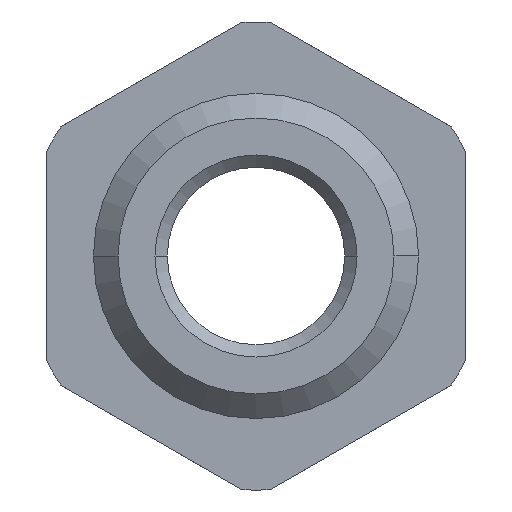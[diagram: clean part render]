
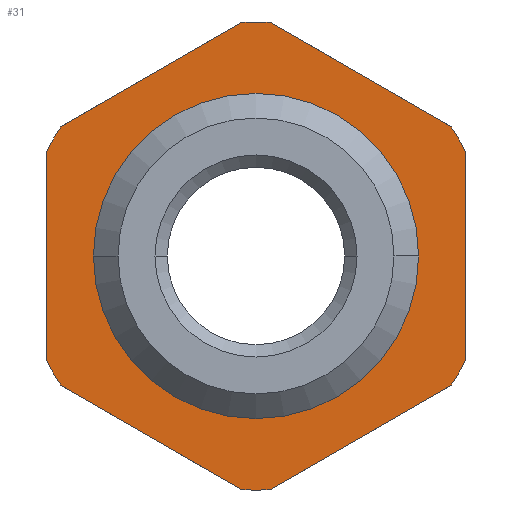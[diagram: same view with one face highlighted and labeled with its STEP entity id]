
A CAD part, left-side view. The second image highlights one B-rep face of the part: STEP entity #31.
In plain terms, the highlighted planar face has unit normal (-1, 0, 0).
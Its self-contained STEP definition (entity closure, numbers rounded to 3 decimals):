
#5 = VERTEX_POINT ( 'NONE', #517 ) ;
#17 = DIRECTION ( 'NONE',  ( 0., 0., 1. ) ) ;
#31 = ADVANCED_FACE ( 'NONE', ( #347, #665 ), #823, .T. ) ;
#47 = AXIS2_PLACEMENT_3D ( 'NONE', #234, #728, #505 ) ;
#60 = LINE ( 'NONE', #959, #382 ) ;
#73 = ORIENTED_EDGE ( 'NONE', *, *, #781, .F. ) ;
#88 = DIRECTION ( 'NONE',  ( 1., 0., 0. ) ) ;
#92 = EDGE_CURVE ( 'NONE', #373, #843, #427, .T. ) ;
#126 = EDGE_CURVE ( 'NONE', #373, #171, #1321, .T. ) ;
#136 = CIRCLE ( 'NONE', #899, 9.5 ) ;
#171 = VERTEX_POINT ( 'NONE', #1271 ) ;
#181 = AXIS2_PLACEMENT_3D ( 'NONE', #535, #435, #252 ) ;
#207 = ORIENTED_EDGE ( 'NONE', *, *, #126, .T. ) ;
#225 = ORIENTED_EDGE ( 'NONE', *, *, #1219, .T. ) ;
#234 = CARTESIAN_POINT ( 'NONE',  ( -8.5, 9.5, 0. ) ) ;
#240 = EDGE_LOOP ( 'NONE', ( #308, #1044 ) ) ;
#252 = DIRECTION ( 'NONE',  ( 0., 1., 0. ) ) ;
#258 = CARTESIAN_POINT ( 'NONE',  ( -8.5, 0.576, 9.483 ) ) ;
#260 = CARTESIAN_POINT ( 'NONE',  ( -8.5, -7.924, -5.24 ) ) ;
#287 = VERTEX_POINT ( 'NONE', #789 ) ;
#292 = VERTEX_POINT ( 'NONE', #354 ) ;
#299 = DIRECTION ( 'NONE',  ( 1., 0., 0. ) ) ;
#300 = AXIS2_PLACEMENT_3D ( 'NONE', #1250, #614, #946 ) ;
#302 = LINE ( 'NONE', #754, #678 ) ;
#308 = ORIENTED_EDGE ( 'NONE', *, *, #922, .T. ) ;
#325 = EDGE_CURVE ( 'NONE', #409, #5, #1032, .T. ) ;
#346 = DIRECTION ( 'NONE',  ( 0., 1., 0. ) ) ;
#347 = FACE_BOUND ( 'NONE', #240, .T. ) ;
#348 = AXIS2_PLACEMENT_3D ( 'NONE', #353, #552, #1081 ) ;
#349 = DIRECTION ( 'NONE',  ( 0., 0.866, -0.5 ) ) ;
#351 = VECTOR ( 'NONE', #17, 1000. ) ;
#353 = CARTESIAN_POINT ( 'NONE',  ( -8.5, 0., 0. ) ) ;
#354 = CARTESIAN_POINT ( 'NONE',  ( -8.5, -7.924, 5.24 ) ) ;
#372 = VERTEX_POINT ( 'NONE', #459 ) ;
#373 = VERTEX_POINT ( 'NONE', #562 ) ;
#381 = ORIENTED_EDGE ( 'NONE', *, *, #92, .F. ) ;
#382 = VECTOR ( 'NONE', #415, 1000. ) ;
#390 = AXIS2_PLACEMENT_3D ( 'NONE', #1028, #299, #1231 ) ;
#392 = CIRCLE ( 'NONE', #1156, 9.5 ) ;
#409 = VERTEX_POINT ( 'NONE', #904 ) ;
#415 = DIRECTION ( 'NONE',  ( 0., -0.866, -0.5 ) ) ;
#423 = VERTEX_POINT ( 'NONE', #1024 ) ;
#427 = CIRCLE ( 'NONE', #300, 9.5 ) ;
#435 = DIRECTION ( 'NONE',  ( 1., 0., 0. ) ) ;
#457 = CARTESIAN_POINT ( 'NONE',  ( -8.5, 7.924, -5.24 ) ) ;
#459 = CARTESIAN_POINT ( 'NONE',  ( -8.5, -0.576, -9.483 ) ) ;
#465 = ORIENTED_EDGE ( 'NONE', *, *, #1280, .T. ) ;
#491 = VERTEX_POINT ( 'NONE', #691 ) ;
#497 = ORIENTED_EDGE ( 'NONE', *, *, #722, .F. ) ;
#502 = VERTEX_POINT ( 'NONE', #898 ) ;
#505 = DIRECTION ( 'NONE',  ( 0., -1., 0. ) ) ;
#516 = DIRECTION ( 'NONE',  ( 0., 1., 0. ) ) ;
#517 = CARTESIAN_POINT ( 'NONE',  ( -8.5, 6.6, 0. ) ) ;
#535 = CARTESIAN_POINT ( 'NONE',  ( -8.5, 0., 0. ) ) ;
#548 = CARTESIAN_POINT ( 'NONE',  ( -8.5, 0., 0. ) ) ;
#550 = EDGE_CURVE ( 'NONE', #292, #171, #1031, .T. ) ;
#552 = DIRECTION ( 'NONE',  ( 1., 0., 0. ) ) ;
#562 = CARTESIAN_POINT ( 'NONE',  ( -8.5, -8.5, -4.243 ) ) ;
#608 = ORIENTED_EDGE ( 'NONE', *, *, #1124, .F. ) ;
#611 = ORIENTED_EDGE ( 'NONE', *, *, #1188, .T. ) ;
#614 = DIRECTION ( 'NONE',  ( 1., 0., 0. ) ) ;
#641 = CARTESIAN_POINT ( 'NONE',  ( -8.5, 8.5, 0. ) ) ;
#665 = FACE_OUTER_BOUND ( 'NONE', #675, .T. ) ;
#675 = EDGE_LOOP ( 'NONE', ( #381, #207, #1165, #1191, #497, #465, #73, #611, #608, #225, #1045, #841 ) ) ;
#678 = VECTOR ( 'NONE', #1155, 1000. ) ;
#691 = CARTESIAN_POINT ( 'NONE',  ( -8.5, -0.576, 9.483 ) ) ;
#722 = EDGE_CURVE ( 'NONE', #987, #491, #136, .T. ) ;
#728 = DIRECTION ( 'NONE',  ( -1., 0., 0. ) ) ;
#729 = LINE ( 'NONE', #1175, #1248 ) ;
#731 = VECTOR ( 'NONE', #1047, 1000. ) ;
#732 = CARTESIAN_POINT ( 'NONE',  ( -8.5, 0., 0. ) ) ;
#754 = CARTESIAN_POINT ( 'NONE',  ( -8.5, 2.875, 11.475 ) ) ;
#764 = CARTESIAN_POINT ( 'NONE',  ( -8.5, 11.375, 3.248 ) ) ;
#781 = EDGE_CURVE ( 'NONE', #502, #1222, #392, .T. ) ;
#789 = CARTESIAN_POINT ( 'NONE',  ( -8.5, 8.5, -4.243 ) ) ;
#823 = PLANE ( 'NONE',  #47 ) ;
#841 = ORIENTED_EDGE ( 'NONE', *, *, #1317, .T. ) ;
#843 = VERTEX_POINT ( 'NONE', #260 ) ;
#844 = CARTESIAN_POINT ( 'NONE',  ( -8.5, 7.924, 5.24 ) ) ;
#887 = AXIS2_PLACEMENT_3D ( 'NONE', #1302, #88, #1112 ) ;
#892 = EDGE_CURVE ( 'NONE', #292, #491, #302, .T. ) ;
#898 = CARTESIAN_POINT ( 'NONE',  ( -8.5, 8.5, 4.243 ) ) ;
#899 = AXIS2_PLACEMENT_3D ( 'NONE', #732, #1040, #516 ) ;
#904 = CARTESIAN_POINT ( 'NONE',  ( -8.5, -6.6, 0. ) ) ;
#922 = EDGE_CURVE ( 'NONE', #5, #409, #1142, .T. ) ;
#946 = DIRECTION ( 'NONE',  ( 0., 1., 0. ) ) ;
#959 = CARTESIAN_POINT ( 'NONE',  ( -8.5, 11.375, -3.248 ) ) ;
#973 = DIRECTION ( 'NONE',  ( 1., 0., 0. ) ) ;
#987 = VERTEX_POINT ( 'NONE', #258 ) ;
#995 = VERTEX_POINT ( 'NONE', #457 ) ;
#997 = DIRECTION ( 'NONE',  ( 1., 0., 0. ) ) ;
#1000 = EDGE_CURVE ( 'NONE', #372, #423, #1039, .T. ) ;
#1005 = CARTESIAN_POINT ( 'NONE',  ( -8.5, 0., 0. ) ) ;
#1021 = LINE ( 'NONE', #641, #731 ) ;
#1024 = CARTESIAN_POINT ( 'NONE',  ( -8.5, 0.576, -9.483 ) ) ;
#1028 = CARTESIAN_POINT ( 'NONE',  ( -8.5, 0., 0. ) ) ;
#1031 = CIRCLE ( 'NONE', #390, 9.5 ) ;
#1032 = CIRCLE ( 'NONE', #1203, 6.6 ) ;
#1039 = CIRCLE ( 'NONE', #348, 9.5 ) ;
#1040 = DIRECTION ( 'NONE',  ( 1., 0., 0. ) ) ;
#1044 = ORIENTED_EDGE ( 'NONE', *, *, #325, .T. ) ;
#1045 = ORIENTED_EDGE ( 'NONE', *, *, #1000, .F. ) ;
#1047 = DIRECTION ( 'NONE',  ( 0., 0., -1. ) ) ;
#1081 = DIRECTION ( 'NONE',  ( 0., 1., 0. ) ) ;
#1085 = CIRCLE ( 'NONE', #887, 9.5 ) ;
#1098 = LINE ( 'NONE', #764, #1114 ) ;
#1112 = DIRECTION ( 'NONE',  ( 0., 1., 0. ) ) ;
#1114 = VECTOR ( 'NONE', #349, 1000. ) ;
#1124 = EDGE_CURVE ( 'NONE', #995, #287, #1085, .T. ) ;
#1142 = CIRCLE ( 'NONE', #181, 6.6 ) ;
#1152 = CARTESIAN_POINT ( 'NONE',  ( -8.5, -8.5, 0. ) ) ;
#1155 = DIRECTION ( 'NONE',  ( 0., 0.866, 0.5 ) ) ;
#1156 = AXIS2_PLACEMENT_3D ( 'NONE', #548, #973, #346 ) ;
#1165 = ORIENTED_EDGE ( 'NONE', *, *, #550, .F. ) ;
#1175 = CARTESIAN_POINT ( 'NONE',  ( -8.5, 2.875, -11.475 ) ) ;
#1188 = EDGE_CURVE ( 'NONE', #502, #287, #1021, .T. ) ;
#1191 = ORIENTED_EDGE ( 'NONE', *, *, #892, .T. ) ;
#1197 = DIRECTION ( 'NONE',  ( 0., 1., 0. ) ) ;
#1203 = AXIS2_PLACEMENT_3D ( 'NONE', #1005, #997, #1197 ) ;
#1219 = EDGE_CURVE ( 'NONE', #995, #423, #60, .T. ) ;
#1222 = VERTEX_POINT ( 'NONE', #844 ) ;
#1231 = DIRECTION ( 'NONE',  ( 0., 1., 0. ) ) ;
#1248 = VECTOR ( 'NONE', #1278, 1000. ) ;
#1250 = CARTESIAN_POINT ( 'NONE',  ( -8.5, 0., 0. ) ) ;
#1271 = CARTESIAN_POINT ( 'NONE',  ( -8.5, -8.5, 4.243 ) ) ;
#1278 = DIRECTION ( 'NONE',  ( 0., -0.866, 0.5 ) ) ;
#1280 = EDGE_CURVE ( 'NONE', #987, #1222, #1098, .T. ) ;
#1302 = CARTESIAN_POINT ( 'NONE',  ( -8.5, 0., 0. ) ) ;
#1317 = EDGE_CURVE ( 'NONE', #372, #843, #729, .T. ) ;
#1321 = LINE ( 'NONE', #1152, #351 ) ;
